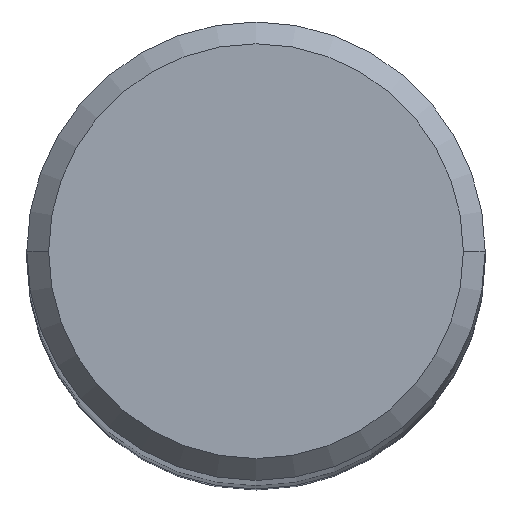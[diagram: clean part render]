
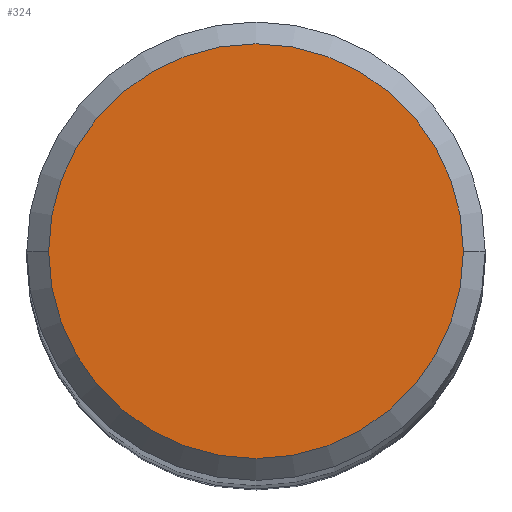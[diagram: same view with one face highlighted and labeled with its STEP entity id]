
A CAD part, top view. The second image highlights one B-rep face of the part: STEP entity #324.
In plain terms, the highlighted planar face has unit normal (0, 0, 1).
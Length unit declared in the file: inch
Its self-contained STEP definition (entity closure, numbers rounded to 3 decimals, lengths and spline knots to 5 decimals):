
#3 = DIRECTION ( 'NONE',  ( 0., 0., 1. ) ) ;
#10 = EDGE_CURVE ( 'NONE', #40, #80, #21, .T. ) ;
#21 = CIRCLE ( 'NONE', #44, 0.14248 ) ;
#40 = VERTEX_POINT ( 'NONE', #150 ) ;
#44 = AXIS2_PLACEMENT_3D ( 'NONE', #276, #3, #90 ) ;
#52 = PLANE ( 'NONE',  #317 ) ;
#57 = FACE_OUTER_BOUND ( 'NONE', #376, .T. ) ;
#78 = ORIENTED_EDGE ( 'NONE', *, *, #351, .T. ) ;
#80 = VERTEX_POINT ( 'NONE', #128 ) ;
#90 = DIRECTION ( 'NONE',  ( 1., 0., 0. ) ) ;
#128 = CARTESIAN_POINT ( 'NONE',  ( 0.14248, 0., 3.93701 ) ) ;
#143 = CARTESIAN_POINT ( 'NONE',  ( 0., 0., 3.93701 ) ) ;
#150 = CARTESIAN_POINT ( 'NONE',  ( -0.14248, 0., 3.93701 ) ) ;
#164 = CARTESIAN_POINT ( 'NONE',  ( 0., 0., 3.93701 ) ) ;
#167 = DIRECTION ( 'NONE',  ( 0., 0., 1. ) ) ;
#216 = AXIS2_PLACEMENT_3D ( 'NONE', #164, #167, #268 ) ;
#254 = ORIENTED_EDGE ( 'NONE', *, *, #10, .T. ) ;
#268 = DIRECTION ( 'NONE',  ( 1., 0., 0. ) ) ;
#270 = DIRECTION ( 'NONE',  ( 1., 0., 0. ) ) ;
#276 = CARTESIAN_POINT ( 'NONE',  ( 0., 0., 3.93701 ) ) ;
#317 = AXIS2_PLACEMENT_3D ( 'NONE', #143, #393, #270 ) ;
#324 = ADVANCED_FACE ( 'NONE', ( #57 ), #52, .T. ) ;
#351 = EDGE_CURVE ( 'NONE', #80, #40, #372, .T. ) ;
#372 = CIRCLE ( 'NONE', #216, 0.14248 ) ;
#376 = EDGE_LOOP ( 'NONE', ( #254, #78 ) ) ;
#393 = DIRECTION ( 'NONE',  ( 0., 0., 1. ) ) ;
